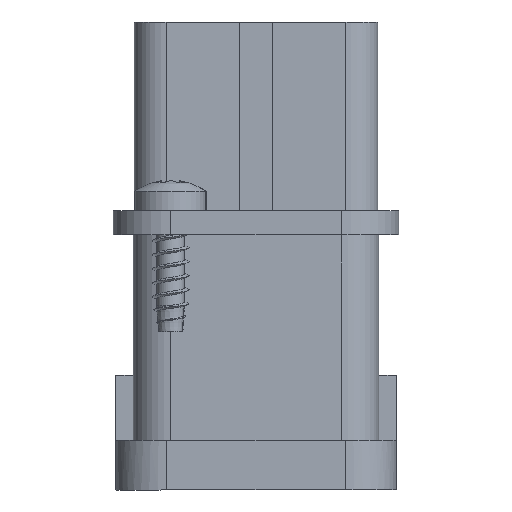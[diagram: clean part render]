
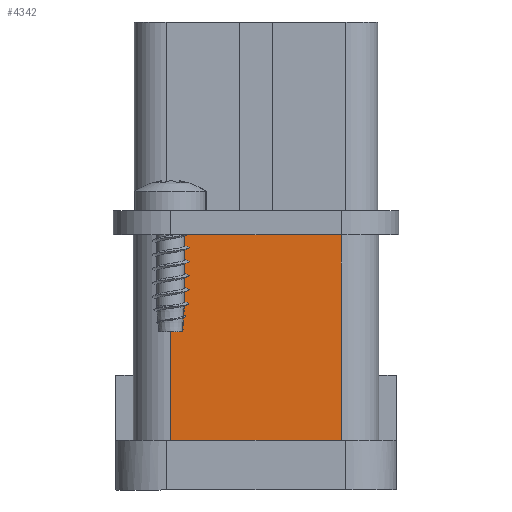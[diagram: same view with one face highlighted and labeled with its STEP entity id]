
A CAD part, front view. The second image highlights one B-rep face of the part: STEP entity #4342.
In plain terms, the highlighted planar face has unit normal (0, -1, 0).
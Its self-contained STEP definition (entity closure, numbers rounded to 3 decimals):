
#4322=AXIS2_PLACEMENT_3D('Plane Axis2P3D',#4319,#4320,#4321) ;
#2791=CARTESIAN_POINT('Vertex',(4.5,9.875,20.)) ;
#2794=CARTESIAN_POINT('Line Origine',(11.2,9.875,20.)) ;
#2798=CARTESIAN_POINT('Vertex',(17.9,9.875,20.)) ;
#4284=CARTESIAN_POINT('Line Origine',(17.9,9.875,11.34)) ;
#4288=CARTESIAN_POINT('Vertex',(17.9,9.875,3.9)) ;
#4319=CARTESIAN_POINT('Axis2P3D Location',(11.2,9.875,3.9)) ;
#4324=CARTESIAN_POINT('Line Origine',(4.5,9.875,11.95)) ;
#4328=CARTESIAN_POINT('Vertex',(4.5,9.875,3.9)) ;
#4331=CARTESIAN_POINT('Line Origine',(11.2,9.875,3.9)) ;
#2795=DIRECTION('Vector Direction',(-1.,0.,0.)) ;
#4285=DIRECTION('Vector Direction',(0.,0.,1.)) ;
#4320=DIRECTION('Axis2P3D Direction',(0.,-1.,0.)) ;
#4321=DIRECTION('Axis2P3D XDirection',(0.,0.,1.)) ;
#4325=DIRECTION('Vector Direction',(0.,0.,-1.)) ;
#4332=DIRECTION('Vector Direction',(-1.,0.,0.)) ;
#2796=VECTOR('Line Direction',#2795,1.) ;
#4286=VECTOR('Line Direction',#4285,1.) ;
#4326=VECTOR('Line Direction',#4325,1.) ;
#4333=VECTOR('Line Direction',#4332,1.) ;
#4337=ORIENTED_EDGE('',*,*,#4290,.F.) ;
#4338=ORIENTED_EDGE('',*,*,#2800,.T.) ;
#4339=ORIENTED_EDGE('',*,*,#4330,.T.) ;
#4340=ORIENTED_EDGE('',*,*,#4335,.F.) ;
#4342=ADVANCED_FACE('Hauptk\X2\00F6\X0\rper',(#4341),#4323,.T.) ;
#2800=EDGE_CURVE('',#2799,#2792,#2797,.T.) ;
#4290=EDGE_CURVE('',#2799,#4289,#4287,.F.) ;
#4330=EDGE_CURVE('',#2792,#4329,#4327,.T.) ;
#4335=EDGE_CURVE('',#4289,#4329,#4334,.T.) ;
#4336=EDGE_LOOP('',(#4337,#4338,#4339,#4340)) ;
#4341=FACE_OUTER_BOUND('',#4336,.T.) ;
#2797=LINE('Line',#2794,#2796) ;
#4287=LINE('Line',#4284,#4286) ;
#4327=LINE('Line',#4324,#4326) ;
#4334=LINE('Line',#4331,#4333) ;
#4323=PLANE('',#4322) ;
#2792=VERTEX_POINT('',#2791) ;
#2799=VERTEX_POINT('',#2798) ;
#4289=VERTEX_POINT('',#4288) ;
#4329=VERTEX_POINT('',#4328) ;
